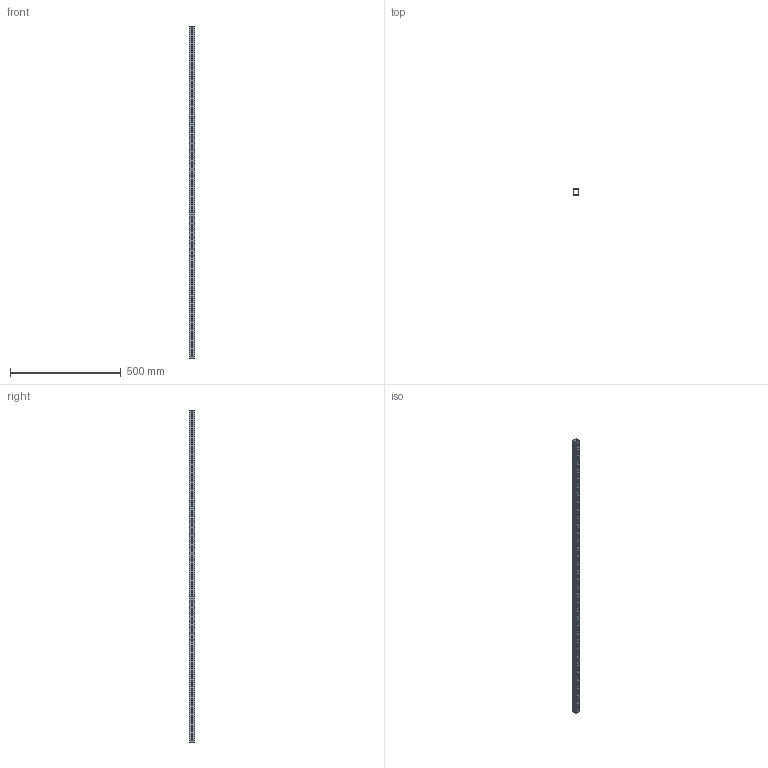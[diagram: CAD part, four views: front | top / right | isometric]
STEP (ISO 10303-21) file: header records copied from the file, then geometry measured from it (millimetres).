
FILE_DESCRIPTION (( 'STEP AP214' ), '1' );
FILE_NAME ('217-3426-STEP.STEP', '2013-12-06T21:43:33', ( '' ), ( '' ), 'SwSTEP 2.0', 'SolidWorks 2013', '' );
FILE_SCHEMA (( 'AUTOMOTIVE_DESIGN' ));
Length unit declared in the file: millimetre
Products named in the file (1): 217-3426-STEP
Bounding box: 25.4 x 25.4 x 1498.6 mm (x, y, z)
Volume: 145249 mm3; surface area: 289611.4 mm2
Topology: 1 solids, 1 shells, 966 faces, 3364 edges, 2164 vertices
Faces by surface type: plane 494, cylinder 472
Entity records: 37302 total; most frequent: CARTESIAN_POINT 9327, ORIENTED_EDGE 6728, DIRECTION 5534, EDGE_CURVE 3364, VERTEX_POINT 2164, AXIS2_PLACEMENT_3D 2147, LINE 1240, VECTOR 1240
